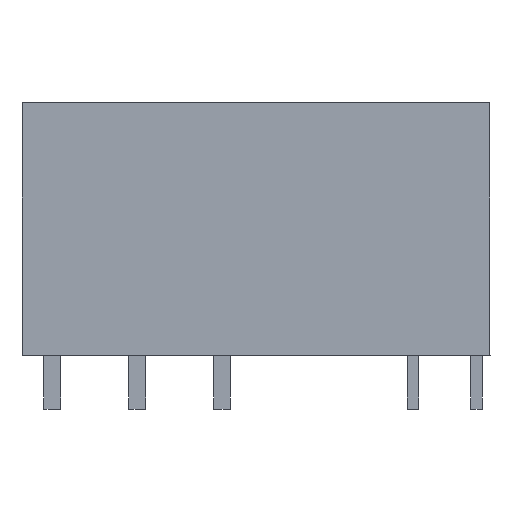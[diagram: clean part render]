
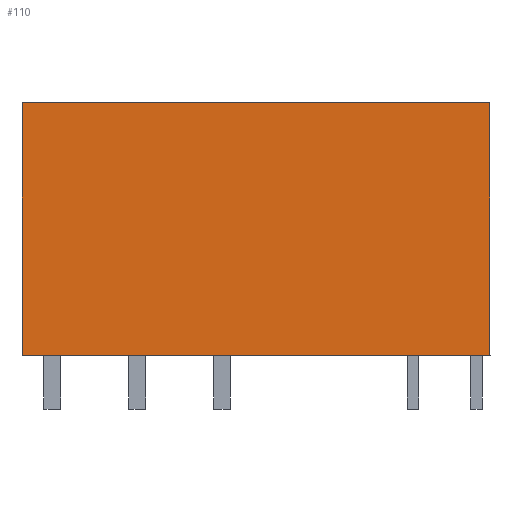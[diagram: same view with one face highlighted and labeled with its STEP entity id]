
A CAD part, left-side view. The second image highlights one B-rep face of the part: STEP entity #110.
In plain terms, the highlighted planar face has unit normal (-1, 0, 0).
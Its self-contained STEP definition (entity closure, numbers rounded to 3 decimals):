
#83=AXIS2_PLACEMENT_3D('Plane Axis2P3D',#80,#81,#82) ;
#41=CARTESIAN_POINT('Vertex',(0.,0.,18.2)) ;
#46=CARTESIAN_POINT('Line Origine',(0.,0.,10.7)) ;
#50=CARTESIAN_POINT('Vertex',(0.,0.,3.2)) ;
#80=CARTESIAN_POINT('Axis2P3D Location',(0.,13.9,3.2)) ;
#85=CARTESIAN_POINT('Line Origine',(0.,13.9,18.2)) ;
#89=CARTESIAN_POINT('Vertex',(0.,27.8,18.2)) ;
#92=CARTESIAN_POINT('Line Origine',(0.,27.8,10.7)) ;
#96=CARTESIAN_POINT('Vertex',(0.,27.8,3.2)) ;
#99=CARTESIAN_POINT('Line Origine',(0.,13.9,3.2)) ;
#47=DIRECTION('Vector Direction',(0.,0.,-1.)) ;
#81=DIRECTION('Axis2P3D Direction',(1.,0.,0.)) ;
#82=DIRECTION('Axis2P3D XDirection',(0.,1.,0.)) ;
#86=DIRECTION('Vector Direction',(0.,-1.,0.)) ;
#93=DIRECTION('Vector Direction',(0.,0.,-1.)) ;
#100=DIRECTION('Vector Direction',(0.,1.,0.)) ;
#48=VECTOR('Line Direction',#47,1.) ;
#87=VECTOR('Line Direction',#86,1.) ;
#94=VECTOR('Line Direction',#93,1.) ;
#101=VECTOR('Line Direction',#100,1.) ;
#105=ORIENTED_EDGE('',*,*,#52,.F.) ;
#106=ORIENTED_EDGE('',*,*,#91,.F.) ;
#107=ORIENTED_EDGE('',*,*,#98,.T.) ;
#108=ORIENTED_EDGE('',*,*,#103,.F.) ;
#110=ADVANCED_FACE('RSS-RELAIS',(#109),#84,.F.) ;
#52=EDGE_CURVE('',#42,#51,#49,.T.) ;
#91=EDGE_CURVE('',#90,#42,#88,.T.) ;
#98=EDGE_CURVE('',#90,#97,#95,.T.) ;
#103=EDGE_CURVE('',#51,#97,#102,.T.) ;
#104=EDGE_LOOP('',(#105,#106,#107,#108)) ;
#109=FACE_OUTER_BOUND('',#104,.T.) ;
#49=LINE('Line',#46,#48) ;
#88=LINE('Line',#85,#87) ;
#95=LINE('Line',#92,#94) ;
#102=LINE('Line',#99,#101) ;
#84=PLANE('',#83) ;
#42=VERTEX_POINT('',#41) ;
#51=VERTEX_POINT('',#50) ;
#90=VERTEX_POINT('',#89) ;
#97=VERTEX_POINT('',#96) ;
